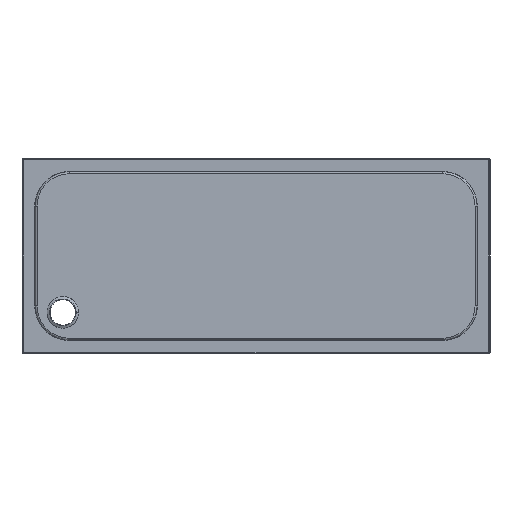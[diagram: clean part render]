
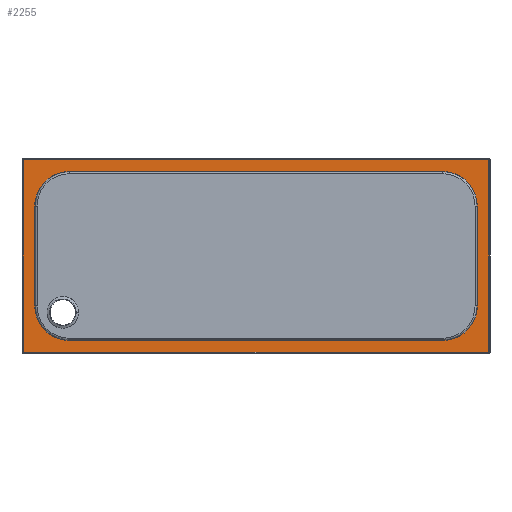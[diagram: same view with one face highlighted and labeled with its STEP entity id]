
A CAD part, front view. The second image highlights one B-rep face of the part: STEP entity #2255.
In plain terms, the highlighted planar face has unit normal (0, -1, 0).
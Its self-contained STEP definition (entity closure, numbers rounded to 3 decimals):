
#118 = CARTESIAN_POINT ( 'NONE',  ( -796.449, 46., 252.638 ) ) ;
#231 = ORIENTED_EDGE ( 'NONE', *, *, #583, .F. ) ;
#267 = CARTESIAN_POINT ( 'NONE',  ( 796.551, 46., 0. ) ) ;
#358 = EDGE_CURVE ( 'NONE', #809, #1960, #582, .T. ) ;
#360 = CARTESIAN_POINT ( 'NONE',  ( -672.439, 46., 304. ) ) ;
#367 = DIRECTION ( 'NONE',  ( -1., 0., 0. ) ) ;
#486 = EDGE_CURVE ( 'NONE', #3190, #2976, #1052, .T. ) ;
#509 = EDGE_CURVE ( 'NONE', #2620, #3190, #3313, .T. ) ;
#517 = EDGE_LOOP ( 'NONE', ( #704, #1706, #1579, #4680 ) ) ;
#519 = PLANE ( 'NONE',  #1124 ) ;
#532 = CARTESIAN_POINT ( 'NONE',  ( 796.551, 46., -180. ) ) ;
#582 = LINE ( 'NONE', #612, #1590 ) ;
#583 = EDGE_CURVE ( 'NONE', #2976, #809, #2394, .T. ) ;
#602 = ORIENTED_EDGE ( 'NONE', *, *, #2942, .F. ) ;
#612 = CARTESIAN_POINT ( 'NONE',  ( 0., 46., -304. ) ) ;
#688 =( BOUNDED_CURVE ( )  B_SPLINE_CURVE ( 3, ( #3615, #3694, #4000, #4910 ),
 .UNSPECIFIED., .F., .T. ) 
 B_SPLINE_CURVE_WITH_KNOTS ( ( 4, 4 ),
 ( 1.571, 3.142 ),
 .UNSPECIFIED. ) 
 CURVE ( )  GEOMETRIC_REPRESENTATION_ITEM ( )  RATIONAL_B_SPLINE_CURVE ( ( 1., 0.805, 0.805, 1. ) ) 
 REPRESENTATION_ITEM ( '' )  );
#704 = ORIENTED_EDGE ( 'NONE', *, *, #1661, .F. ) ;
#706 = VECTOR ( 'NONE', #3501, 1000. ) ;
#780 = CARTESIAN_POINT ( 'NONE',  ( 796.551, 46., 252.638 ) ) ;
#809 = VERTEX_POINT ( 'NONE', #3539 ) ;
#934 = DIRECTION ( 'NONE',  ( -1., 0., 0. ) ) ;
#991 = CARTESIAN_POINT ( 'NONE',  ( -796.449, 46., -180. ) ) ;
#997 = DIRECTION ( 'NONE',  ( 0., 0., -1. ) ) ;
#1028 = ORIENTED_EDGE ( 'NONE', *, *, #509, .F. ) ;
#1047 = VECTOR ( 'NONE', #934, 1000. ) ;
#1052 = LINE ( 'NONE', #3026, #1229 ) ;
#1115 = CARTESIAN_POINT ( 'NONE',  ( 838.5, 46., -346. ) ) ;
#1120 = EDGE_CURVE ( 'NONE', #4812, #3637, #4718, .T. ) ;
#1124 = AXIS2_PLACEMENT_3D ( 'NONE', #2109, #1699, #3862 ) ;
#1229 = VECTOR ( 'NONE', #997, 1000. ) ;
#1283 = CARTESIAN_POINT ( 'NONE',  ( -796.449, 46., 180. ) ) ;
#1444 = ORIENTED_EDGE ( 'NONE', *, *, #2002, .F. ) ;
#1497 = DIRECTION ( 'NONE',  ( 0., 0., 1. ) ) ;
#1530 = VECTOR ( 'NONE', #2355, 1000. ) ;
#1579 = ORIENTED_EDGE ( 'NONE', *, *, #3744, .F. ) ;
#1590 = VECTOR ( 'NONE', #4794, 1000. ) ;
#1661 = EDGE_CURVE ( 'NONE', #4977, #4623, #3221, .T. ) ;
#1699 = DIRECTION ( 'NONE',  ( 0., 1., 0. ) ) ;
#1706 = ORIENTED_EDGE ( 'NONE', *, *, #4182, .F. ) ;
#1714 = CARTESIAN_POINT ( 'NONE',  ( -672.439, 46., -304. ) ) ;
#1716 = VERTEX_POINT ( 'NONE', #1115 ) ;
#1789 = CARTESIAN_POINT ( 'NONE',  ( -796.449, 46., 180. ) ) ;
#1960 = VERTEX_POINT ( 'NONE', #5158 ) ;
#2002 = EDGE_CURVE ( 'NONE', #1960, #4812, #688, .T. ) ;
#2109 = CARTESIAN_POINT ( 'NONE',  ( 0., 46., 0. ) ) ;
#2112 = CARTESIAN_POINT ( 'NONE',  ( 0., 46., -346. ) ) ;
#2141 = VERTEX_POINT ( 'NONE', #5322 ) ;
#2205 = LINE ( 'NONE', #3854, #706 ) ;
#2255 = ADVANCED_FACE ( 'NONE', ( #5056, #3759 ), #519, .F. ) ;
#2355 = DIRECTION ( 'NONE',  ( 0., 0., 1. ) ) ;
#2394 =( BOUNDED_CURVE ( )  B_SPLINE_CURVE ( 3, ( #3263, #4081, #5012, #1714 ),
 .UNSPECIFIED., .F., .T. ) 
 B_SPLINE_CURVE_WITH_KNOTS ( ( 4, 4 ),
 ( 0., 1.571 ),
 .UNSPECIFIED. ) 
 CURVE ( )  GEOMETRIC_REPRESENTATION_ITEM ( )  RATIONAL_B_SPLINE_CURVE ( ( 1., 0.805, 0.805, 1. ) ) 
 REPRESENTATION_ITEM ( '' )  );
#2491 = EDGE_CURVE ( 'NONE', #4623, #2141, #4063, .T. ) ;
#2620 = VERTEX_POINT ( 'NONE', #360 ) ;
#2636 = CARTESIAN_POINT ( 'NONE',  ( 796.551, 46., 180. ) ) ;
#2647 = LINE ( 'NONE', #4307, #1047 ) ;
#2723 = VECTOR ( 'NONE', #1497, 1000. ) ;
#2810 = VECTOR ( 'NONE', #3701, 1000. ) ;
#2910 = EDGE_LOOP ( 'NONE', ( #5362, #1444, #3765, #231, #3564, #1028, #3609, #602 ) ) ;
#2942 = EDGE_CURVE ( 'NONE', #3637, #4365, #4774, .T. ) ;
#2976 = VERTEX_POINT ( 'NONE', #991 ) ;
#3026 = CARTESIAN_POINT ( 'NONE',  ( -796.449, 46., 0. ) ) ;
#3036 = EDGE_CURVE ( 'NONE', #4365, #2620, #2647, .T. ) ;
#3050 = CARTESIAN_POINT ( 'NONE',  ( 745.185, 46., 304. ) ) ;
#3190 = VERTEX_POINT ( 'NONE', #1283 ) ;
#3221 = LINE ( 'NONE', #5227, #1530 ) ;
#3247 = CARTESIAN_POINT ( 'NONE',  ( 0., 46., 346. ) ) ;
#3263 = CARTESIAN_POINT ( 'NONE',  ( -796.449, 46., -180. ) ) ;
#3313 =( BOUNDED_CURVE ( )  B_SPLINE_CURVE ( 3, ( #5146, #5116, #118, #1789 ),
 .UNSPECIFIED., .F., .T. ) 
 B_SPLINE_CURVE_WITH_KNOTS ( ( 4, 4 ),
 ( 4.712, 6.283 ),
 .UNSPECIFIED. ) 
 CURVE ( )  GEOMETRIC_REPRESENTATION_ITEM ( )  RATIONAL_B_SPLINE_CURVE ( ( 1., 0.805, 0.805, 1. ) ) 
 REPRESENTATION_ITEM ( '' )  );
#3376 = CARTESIAN_POINT ( 'NONE',  ( 672.541, 46., 304. ) ) ;
#3501 = DIRECTION ( 'NONE',  ( 0., 0., -1. ) ) ;
#3539 = CARTESIAN_POINT ( 'NONE',  ( -672.439, 46., -304. ) ) ;
#3564 = ORIENTED_EDGE ( 'NONE', *, *, #486, .F. ) ;
#3609 = ORIENTED_EDGE ( 'NONE', *, *, #3036, .F. ) ;
#3615 = CARTESIAN_POINT ( 'NONE',  ( 672.541, 46., -304. ) ) ;
#3637 = VERTEX_POINT ( 'NONE', #2636 ) ;
#3694 = CARTESIAN_POINT ( 'NONE',  ( 745.185, 46., -304. ) ) ;
#3701 = DIRECTION ( 'NONE',  ( 1., 0., 0. ) ) ;
#3744 = EDGE_CURVE ( 'NONE', #2141, #1716, #2205, .T. ) ;
#3759 = FACE_OUTER_BOUND ( 'NONE', #517, .T. ) ;
#3765 = ORIENTED_EDGE ( 'NONE', *, *, #358, .F. ) ;
#3854 = CARTESIAN_POINT ( 'NONE',  ( 838.5, 46., 0. ) ) ;
#3862 = DIRECTION ( 'NONE',  ( 0., 0., 1. ) ) ;
#4000 = CARTESIAN_POINT ( 'NONE',  ( 796.551, 46., -252.638 ) ) ;
#4063 = LINE ( 'NONE', #3247, #2810 ) ;
#4081 = CARTESIAN_POINT ( 'NONE',  ( -796.449, 46., -252.638 ) ) ;
#4182 = EDGE_CURVE ( 'NONE', #1716, #4977, #4548, .T. ) ;
#4307 = CARTESIAN_POINT ( 'NONE',  ( 0., 46., 304. ) ) ;
#4365 = VERTEX_POINT ( 'NONE', #4726 ) ;
#4494 = CARTESIAN_POINT ( 'NONE',  ( 796.551, 46., 180. ) ) ;
#4548 = LINE ( 'NONE', #2112, #5387 ) ;
#4623 = VERTEX_POINT ( 'NONE', #5383 ) ;
#4680 = ORIENTED_EDGE ( 'NONE', *, *, #2491, .F. ) ;
#4718 = LINE ( 'NONE', #267, #2723 ) ;
#4726 = CARTESIAN_POINT ( 'NONE',  ( 672.541, 46., 304. ) ) ;
#4774 =( BOUNDED_CURVE ( )  B_SPLINE_CURVE ( 3, ( #4494, #780, #3050, #3376 ),
 .UNSPECIFIED., .F., .T. ) 
 B_SPLINE_CURVE_WITH_KNOTS ( ( 4, 4 ),
 ( 3.142, 4.712 ),
 .UNSPECIFIED. ) 
 CURVE ( )  GEOMETRIC_REPRESENTATION_ITEM ( )  RATIONAL_B_SPLINE_CURVE ( ( 1., 0.805, 0.805, 1. ) ) 
 REPRESENTATION_ITEM ( '' )  );
#4786 = CARTESIAN_POINT ( 'NONE',  ( -838.5, 46., -346. ) ) ;
#4794 = DIRECTION ( 'NONE',  ( 1., 0., 0. ) ) ;
#4812 = VERTEX_POINT ( 'NONE', #532 ) ;
#4910 = CARTESIAN_POINT ( 'NONE',  ( 796.551, 46., -180. ) ) ;
#4977 = VERTEX_POINT ( 'NONE', #4786 ) ;
#5012 = CARTESIAN_POINT ( 'NONE',  ( -745.083, 46., -304. ) ) ;
#5056 = FACE_BOUND ( 'NONE', #2910, .T. ) ;
#5116 = CARTESIAN_POINT ( 'NONE',  ( -745.083, 46., 304. ) ) ;
#5146 = CARTESIAN_POINT ( 'NONE',  ( -672.439, 46., 304. ) ) ;
#5158 = CARTESIAN_POINT ( 'NONE',  ( 672.541, 46., -304. ) ) ;
#5227 = CARTESIAN_POINT ( 'NONE',  ( -838.5, 46., 0. ) ) ;
#5322 = CARTESIAN_POINT ( 'NONE',  ( 838.5, 46., 346. ) ) ;
#5362 = ORIENTED_EDGE ( 'NONE', *, *, #1120, .F. ) ;
#5383 = CARTESIAN_POINT ( 'NONE',  ( -838.5, 46., 346. ) ) ;
#5387 = VECTOR ( 'NONE', #367, 1000. ) ;
